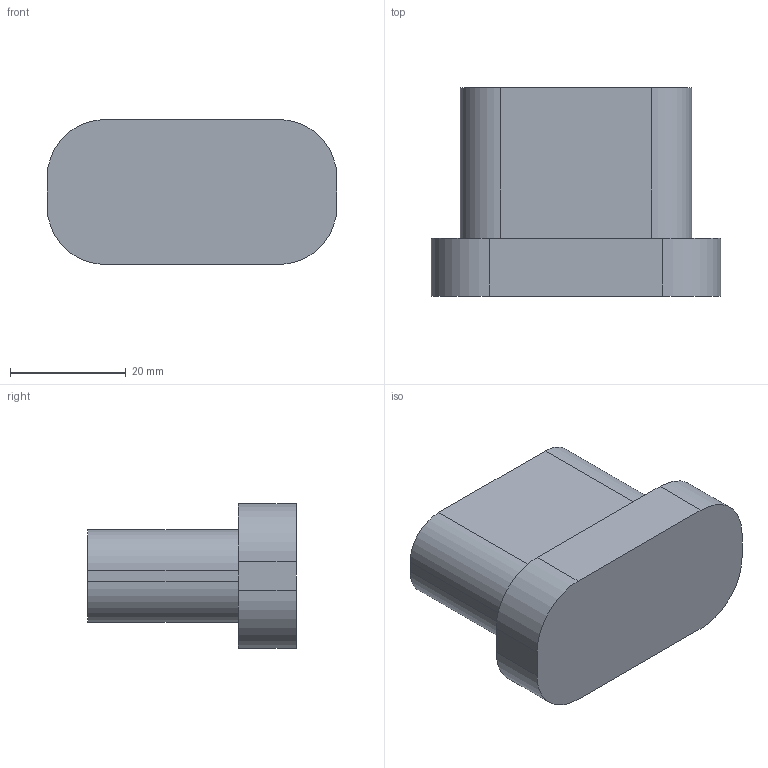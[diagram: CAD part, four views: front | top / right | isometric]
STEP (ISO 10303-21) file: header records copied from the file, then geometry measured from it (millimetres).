
FILE_DESCRIPTION (( 'STEP AP214' ), '1' );
FILE_NAME ('pied.STEP', '2022-01-18T08:47:39', ( '' ), ( '' ), 'SwSTEP 2.0', 'SolidWorks 2020', '' );
FILE_SCHEMA (( 'AUTOMOTIVE_DESIGN' ));
Length unit declared in the file: millimetre
Products named in the file (1): pied
Bounding box: 50 x 36 x 25 mm (x, y, z)
Volume: 7950.7 mm3; surface area: 14393.2 mm2
Topology: 2 solids, 2 shells, 48 faces, 120 edges, 80 vertices
Faces by surface type: plane 32, cylinder 16
Entity records: 1479 total; most frequent: DIRECTION 250, CARTESIAN_POINT 249, ORIENTED_EDGE 240, EDGE_CURVE 120, LINE 88, VECTOR 88, AXIS2_PLACEMENT_3D 81, VERTEX_POINT 80
